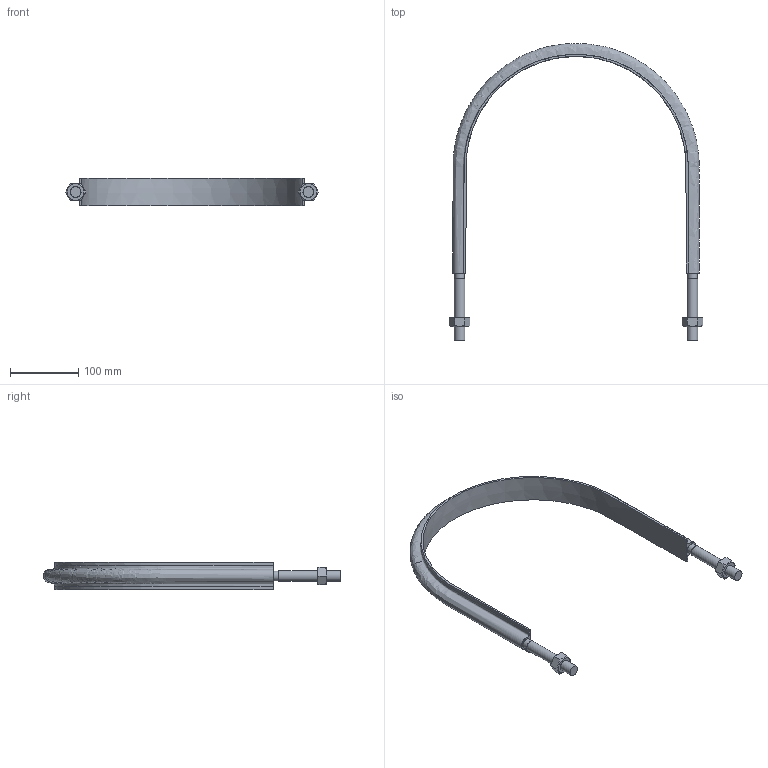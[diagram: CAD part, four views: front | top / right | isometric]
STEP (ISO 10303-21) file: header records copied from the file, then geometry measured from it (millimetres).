
FILE_DESCRIPTION( ( 'STEP AP203' ), '1' );
FILE_NAME( '300SU+50.step', '2022-06-15T02:10:44', ( ' ' ), ( ' ' ), 'XStep 1.0', ' ', ' ' );
FILE_SCHEMA( ( 'CONFIG_CONTROL_DESIGN' ) );
Length unit declared in the file: millimetre
Products named in the file (4): 1; 2; 3; 4
Bounding box: 371.02 x 434.75 x 40 mm (x, y, z)
Volume: 518993 mm3; surface area: 180600.2 mm2
Topology: 4 solids, 4 shells, 58 faces, 120 edges, 72 vertices
Faces by surface type: plane 40, cylinder 6, cone 6, extrusion 3, bspline 3
Full cylindrical faces by diameter (mm): 13.835 x2, 14.2 x2, 15.5 x2
Entity records: 3405 total; most frequent: CARTESIAN_POINT 2122, DIRECTION 213, ORIENTED_EDGE 208, EDGE_CURVE 104, AXIS2_PLACEMENT_3D 88, EDGE_LOOP 80, VERTEX_POINT 70, FACE_OUTER_BOUND 66
